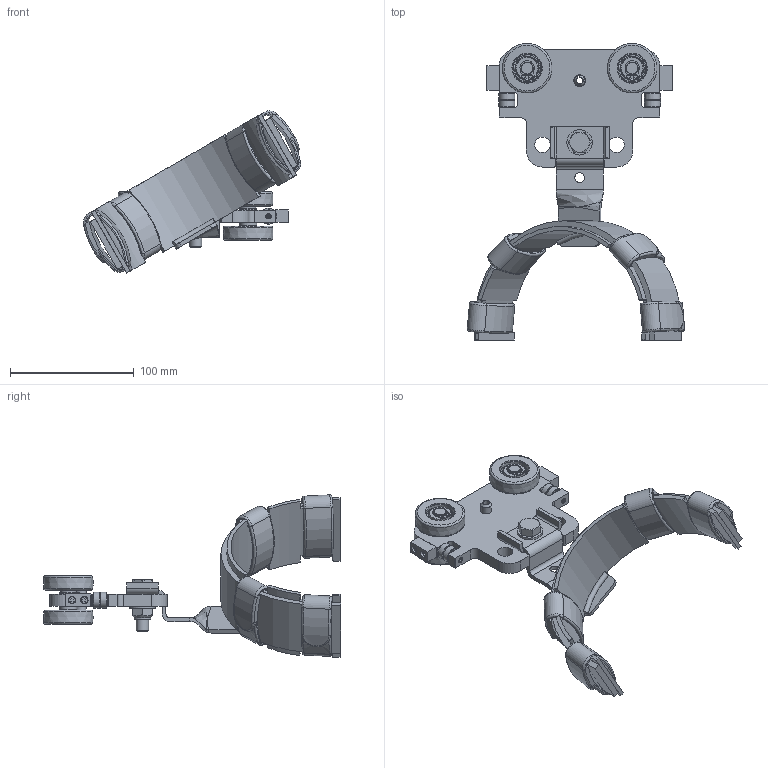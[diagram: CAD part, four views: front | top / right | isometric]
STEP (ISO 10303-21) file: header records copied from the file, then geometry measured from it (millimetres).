
FILE_DESCRIPTION(/* description */ ('ETA-3 FESTOON TROLLEY WITH UNIFIED CABLE SADDLE'),/* implementation_level */ '2;1');
FILE_NAME(/* name */ '20132.stp',/* time_stamp */ '2020-12-18T14:17:11-05:00',/* author */ ('mnhhw'),/* organization */ (''),/* preprocessor_version */ 'ST-DEVELOPER v17',/* originating_system */ 'Autodesk Inventor 2019',/* authorisation */ '');
FILE_SCHEMA (('AUTOMOTIVE_DESIGN { 1 0 10303 214 3 1 1 }'));
Length unit declared in the file: inch
Products named in the file (27): 20132; 20136; 85005341_¶Ë³µ·½°¸3; 85005342; 85005845; BAC-C015-Z00-00K; GB£¯T276-94Éî¹µÇòÖ
á³Ð6200; GB894.1ÖáÓÃµ¯ÐÔµ²
È¦AÐÍ10; 85005344; GB894.1ÖáÓÃµ¯ÐÔµ²
È¦AÐÍ12; GB£¯T879.1_µ¯ÐÔÔ²ÖùÏú
 Ö±²Û ÖØÐÍ8¡Á25; Í­Ì×; GB£¯T70£®1-2000ÄÚÁù½ÇÔ²
ÖùÍ·ÂÝ¶¤M3¡Á10; GB£¯T879£®1-2000µ¯ÐÔÔ²Öù
ÏúÖ±²ÛÖØÐÍ3£®5¡Á
24; GB£¯T276-94Éî¹µÇòÖ
á³Ð624; GB£¯T97£®3-2006ÏúÖáÓ
ÃÆ½µæÈ¦4¡Á0£®8; 20180; 3D113VD4C.iam; 3D113VD4C.iam_1; 3D112VD4A.ipt; 3D111VD4A.ipt; 3D115VD4C.ipt; 3D116VD4A.ipt; 3D116VD4A3.ipt; 53040; 51730; 52441
Assembly tree (50 placements, depth 4):
  20132
    20136
      85005341_¶Ë³µ·½°¸3
      85005342  x2
      85005845  x4
        BAC-C015-Z00-00K
        GB£¯T276-94Éî¹µÇòÖ
á³Ð6200
      GB894.1ÖáÓÃµ¯ÐÔµ²
È¦AÐÍ10  x4
      GB894.1ÖáÓÃµ¯ÐÔµ²
È¦AÐÍ12  x2
      85005344  x2
      GB£¯T879.1_µ¯ÐÔÔ²ÖùÏú
 Ö±²Û ÖØÐÍ8¡Á25
      Í­Ì×
      GB£¯T70£®1-2000ÄÚÁù½ÇÔ²
ÖùÍ·ÂÝ¶¤M3¡Á10  x4
      GB£¯T276-94Éî¹µÇòÖ
á³Ð624  x4
      GB£¯T879£®1-2000µ¯ÐÔÔ²Öù
ÏúÖ±²ÛÖØÐÍ3£®5¡Á
24  x2
      GB£¯T97£®3-2006ÏúÖáÓ
ÃÆ½µæÈ¦4¡Á0£®8  x6
    20180
      3D113VD4C.iam
        3D113VD4C.iam_1
        3D112VD4A.ipt
        3D111VD4A.ipt
      3D115VD4C.ipt
      3D116VD4A.ipt  x2
      3D116VD4A3.ipt  x2
    53040  x2
    51730
    52441
Bounding box: 176 x 240.4 x 131.32 mm (x, y, z)
Volume: 311295.7 mm3; surface area: 173837.2 mm2
Topology: 49 solids, 49 shells, 1326 faces, 3870 edges, 2679 vertices
Faces by surface type: plane 448, cylinder 336, sphere 256, torus 226, cone 42, bspline 18
Full cylindrical faces by diameter (mm): 1.5 x12, 2.5 x4, 3 x4, 3.2 x4, 3.5 x4, 4 x10, 5.5 x4, 6 x4, 6.7 x8, 7.663 x4, 7.938 x1, 8 x7, 8.376 x1, 9.137 x4, 9.4 x4, 10 x13, 10.1 x8, 10.312 x2, 11.1 x2, 12 x3, 12.2 x2, 12.5 x2, 12.6 x4, 12.7 x2, 13 x4, 13.494 x1, 13.6 x1, 14 x2, 17.4 x8, 18 x2
Entity records: 27324 total; most frequent: CARTESIAN_POINT 10380, DIRECTION 3323, ORIENTED_EDGE 3298, EDGE_CURVE 1649, AXIS2_PLACEMENT_3D 1397, VERTEX_POINT 1131, CIRCLE 750, EDGE_LOOP 720
